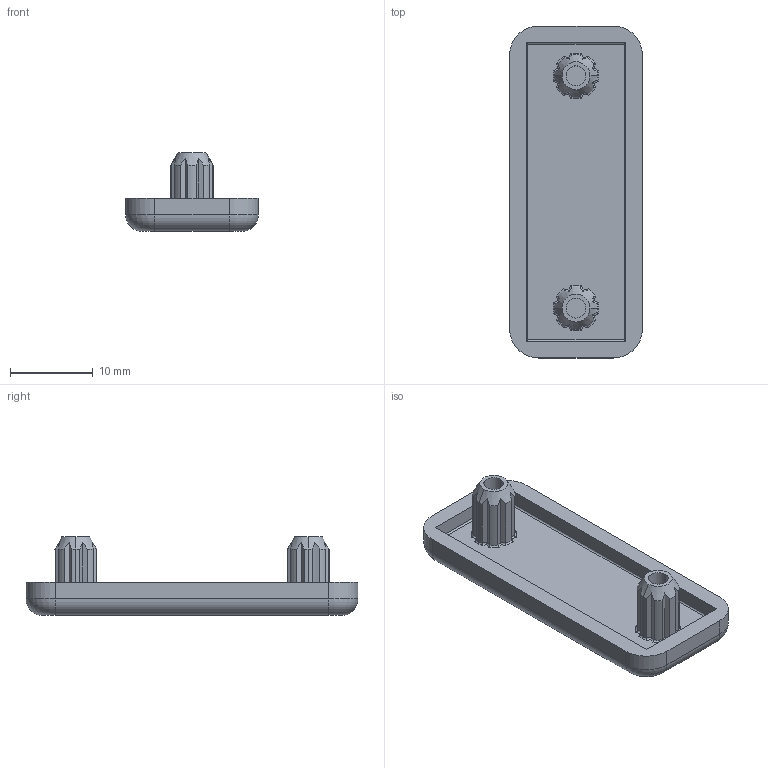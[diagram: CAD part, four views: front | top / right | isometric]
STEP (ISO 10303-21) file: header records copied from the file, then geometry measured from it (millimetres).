
FILE_DESCRIPTION(('STEP AP214'),'1');
FILE_NAME('fath_091077.stp','2017-05-01T06:12:28',('TraceParts'),('TraceParts S.A.'),'Spatial InterOp 3D',' ',' ');
FILE_SCHEMA(('automotive_design'));
Length unit declared in the file: millimetre
Products named in the file (1): fath_091077
Bounding box: 16 x 40 x 9.5 mm (x, y, z)
Volume: 1764.6 mm3; surface area: 2127.5 mm2
Topology: 1 solids, 1 shells, 143 faces, 340 edges, 204 vertices
Faces by surface type: cylinder 68, plane 47, torus 24, cone 4
Entity records: 5343 total; most frequent: CARTESIAN_POINT 1004, ORIENTED_EDGE 680, DIRECTION 640, EDGE_CURVE 340, AXIS2_PLACEMENT_3D 240, VERTEX_POINT 204, LINE 160, VECTOR 160
